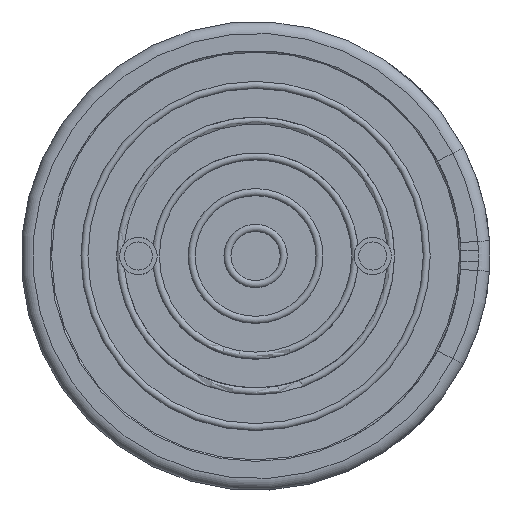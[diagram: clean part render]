
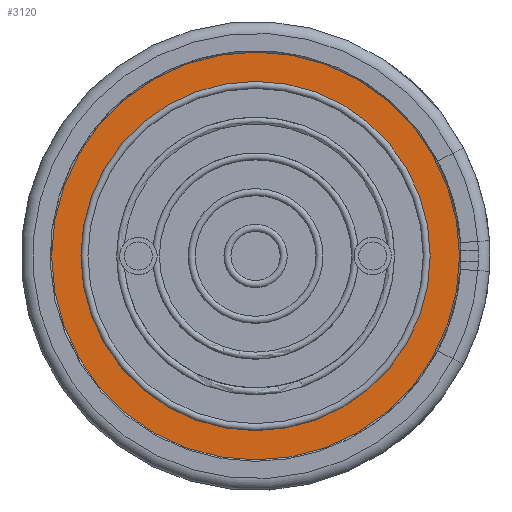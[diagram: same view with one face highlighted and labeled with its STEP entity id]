
A CAD part, front view. The second image highlights one B-rep face of the part: STEP entity #3120.
In plain terms, the highlighted planar face has unit normal (0, -1, 0).
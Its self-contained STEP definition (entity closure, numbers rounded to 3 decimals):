
#44=FACE_BOUND('',#474,.T.);
#202=PLANE('',#3489);
#324=FACE_OUTER_BOUND('',#473,.T.);
#473=EDGE_LOOP('',(#2783,#2784));
#474=EDGE_LOOP('',(#2785,#2786));
#958=CIRCLE('',#3420,4.35);
#959=CIRCLE('',#3421,4.35);
#991=CIRCLE('',#3461,3.725);
#992=CIRCLE('',#3462,3.725);
#1349=VERTEX_POINT('',#5936);
#1350=VERTEX_POINT('',#5938);
#1377=VERTEX_POINT('',#6014);
#1378=VERTEX_POINT('',#6015);
#1802=EDGE_CURVE('',#1349,#1350,#958,.T.);
#1803=EDGE_CURVE('',#1350,#1349,#959,.T.);
#1843=EDGE_CURVE('',#1377,#1378,#991,.T.);
#1844=EDGE_CURVE('',#1378,#1377,#992,.T.);
#2783=ORIENTED_EDGE('',*,*,#1803,.F.);
#2784=ORIENTED_EDGE('',*,*,#1802,.F.);
#2785=ORIENTED_EDGE('',*,*,#1843,.T.);
#2786=ORIENTED_EDGE('',*,*,#1844,.T.);
#3120=ADVANCED_FACE('',(#324,#44),#202,.T.);
#3420=AXIS2_PLACEMENT_3D('',#5939,#4171,#4172);
#3421=AXIS2_PLACEMENT_3D('',#5940,#4173,#4174);
#3461=AXIS2_PLACEMENT_3D('',#6016,#4261,#4262);
#3462=AXIS2_PLACEMENT_3D('',#6017,#4263,#4264);
#3489=AXIS2_PLACEMENT_3D('',#6063,#4322,#4323);
#4171=DIRECTION('center_axis',(0.,1.,0.));
#4172=DIRECTION('ref_axis',(1.,0.,0.));
#4173=DIRECTION('center_axis',(0.,1.,0.));
#4174=DIRECTION('ref_axis',(1.,0.,0.));
#4261=DIRECTION('center_axis',(0.,1.,0.));
#4262=DIRECTION('ref_axis',(-1.,0.,0.));
#4263=DIRECTION('center_axis',(0.,1.,0.));
#4264=DIRECTION('ref_axis',(-1.,0.,0.));
#4322=DIRECTION('center_axis',(0.,-1.,0.));
#4323=DIRECTION('ref_axis',(0.,0.,-1.));
#5936=CARTESIAN_POINT('',(-4.35,0.1,0.));
#5938=CARTESIAN_POINT('',(4.35,0.1,0.));
#5939=CARTESIAN_POINT('Origin',(0.,0.1,0.));
#5940=CARTESIAN_POINT('Origin',(0.,0.1,0.));
#6014=CARTESIAN_POINT('',(-3.725,0.1,0.));
#6015=CARTESIAN_POINT('',(3.725,0.1,0.));
#6016=CARTESIAN_POINT('Origin',(0.,0.1,0.));
#6017=CARTESIAN_POINT('Origin',(0.,0.1,0.));
#6063=CARTESIAN_POINT('Origin',(0.,0.1,0.));
